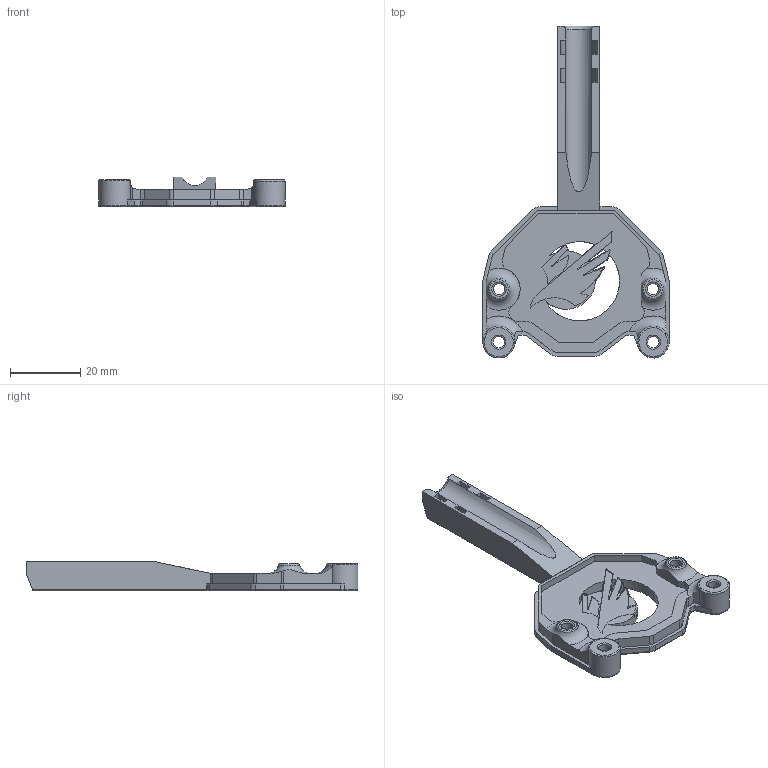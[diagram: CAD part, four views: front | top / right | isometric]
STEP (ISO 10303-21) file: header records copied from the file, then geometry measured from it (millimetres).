
FILE_DESCRIPTION(/* description */ ('','CAx-IF Rec.Pracs.---Representation and Presentation of Product Manufacturing Information (PMI)---4.0---2014-10-13'),/* implementation_level */ '2;1');
FILE_NAME(/* name */ 'NH36_Beta_Rigid_Mount.step',/* time_stamp */ '2024-12-12T15:53:11-05:00',/* author */ (''),/* organization */ (''),/* preprocessor_version */ 'ST-DEVELOPER v20',/* originating_system */ 'Autodesk Translation Framework v13.20.0.188',/* authorisation */ '');
FILE_SCHEMA (('AP242_MANAGED_MODEL_BASED_3D_ENGINEERING_MIM_LF { 1 0 10303 442 1 1 4 }'));
Length unit declared in the file: millimetre
Products named in the file (1): RigidMount
Bounding box: 53.24 x 94.55 x 8.5 mm (x, y, z)
Volume: 10634.9 mm3; surface area: 8064.1 mm2
Topology: 1 solids, 1 shells, 293 faces, 828 edges, 539 vertices
Faces by surface type: bspline 95, cylinder 84, plane 82, torus 32
Full cylindrical faces by diameter (mm): 3.3 x4, 4.7 x4
Entity records: 10847 total; most frequent: CARTESIAN_POINT 3853, ORIENTED_EDGE 1656, DIRECTION 1209, EDGE_CURVE 828, VERTEX_POINT 539, AXIS2_PLACEMENT_3D 414, LINE 381, VECTOR 381
